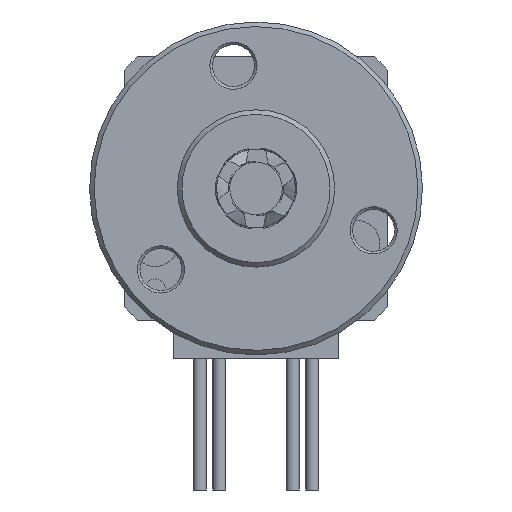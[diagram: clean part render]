
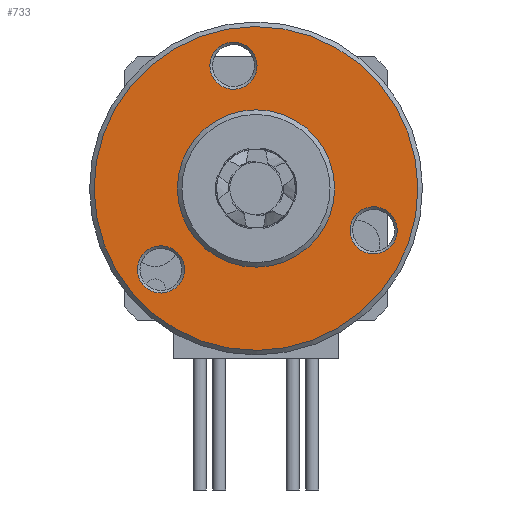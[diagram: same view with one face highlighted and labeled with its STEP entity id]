
A CAD part, front view. The second image highlights one B-rep face of the part: STEP entity #733.
In plain terms, the highlighted planar face has unit normal (0, -1, 0).
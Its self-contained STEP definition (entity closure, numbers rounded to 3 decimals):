
#733 = ADVANCED_FACE( '', ( #1528, #1529, #1530, #1531, #1532 ), #1533, .T. );
#1528 = FACE_BOUND( '', #8745, .T. );
#1529 = FACE_BOUND( '', #8746, .T. );
#1530 = FACE_BOUND( '', #8747, .T. );
#1531 = FACE_OUTER_BOUND( '', #8748, .T. );
#1532 = FACE_BOUND( '', #8749, .T. );
#1533 = PLANE( '', #8750 );
#8745 = EDGE_LOOP( '', ( #15321 ) );
#8746 = EDGE_LOOP( '', ( #15322 ) );
#8747 = EDGE_LOOP( '', ( #15323 ) );
#8748 = EDGE_LOOP( '', ( #15324 ) );
#8749 = EDGE_LOOP( '', ( #15325 ) );
#8750 = AXIS2_PLACEMENT_3D( '', #15326, #15327, #15328 );
#15321 = ORIENTED_EDGE( '', *, *, #16923, .T. );
#15322 = ORIENTED_EDGE( '', *, *, #16924, .T. );
#15323 = ORIENTED_EDGE( '', *, *, #16691, .T. );
#15324 = ORIENTED_EDGE( '', *, *, #16612, .T. );
#15325 = ORIENTED_EDGE( '', *, *, #16762, .F. );
#15326 = CARTESIAN_POINT( '', ( 0., -3.8, 0. ) );
#15327 = DIRECTION( '', ( 0., -1., 0. ) );
#15328 = DIRECTION( '', ( 0., 0., -1. ) );
#16612 = EDGE_CURVE( '', #17633, #17633, #17634, .T. );
#16691 = EDGE_CURVE( '', #17761, #17761, #17762, .F. );
#16762 = EDGE_CURVE( '', #17879, #17879, #17880, .T. );
#16923 = EDGE_CURVE( '', #18119, #18119, #18120, .F. );
#16924 = EDGE_CURVE( '', #18121, #18121, #18122, .F. );
#17633 = VERTEX_POINT( '', #19954 );
#17634 = CIRCLE( '', #19955, 12.35 );
#17761 = VERTEX_POINT( '', #20489 );
#17762 = CIRCLE( '', #20490, 1.8 );
#17879 = VERTEX_POINT( '', #21368 );
#17880 = CIRCLE( '', #21369, 6. );
#18119 = VERTEX_POINT( '', #22528 );
#18120 = CIRCLE( '', #22529, 1.8 );
#18121 = VERTEX_POINT( '', #22530 );
#18122 = CIRCLE( '', #22531, 1.8 );
#19954 = CARTESIAN_POINT( '', ( 0., -3.8, -12.35 ) );
#19955 = AXIS2_PLACEMENT_3D( '', #24670, #24671, #24672 );
#20489 = CARTESIAN_POINT( '', ( 0., -3.8, 7.725 ) );
#20490 = AXIS2_PLACEMENT_3D( '', #24770, #24771, #24772 );
#21368 = CARTESIAN_POINT( '', ( 0., -3.8, -6. ) );
#21369 = AXIS2_PLACEMENT_3D( '', #24850, #24851, #24852 );
#22528 = CARTESIAN_POINT( '', ( -8.249, -3.8, -6.563 ) );
#22529 = AXIS2_PLACEMENT_3D( '', #25073, #25074, #25075 );
#22530 = CARTESIAN_POINT( '', ( 8.249, -3.8, -6.563 ) );
#22531 = AXIS2_PLACEMENT_3D( '', #25076, #25077, #25078 );
#24670 = CARTESIAN_POINT( '', ( 0., -3.8, 0. ) );
#24671 = DIRECTION( '', ( 0., -1., 0. ) );
#24672 = DIRECTION( '', ( 0., 0., -1. ) );
#24770 = CARTESIAN_POINT( '', ( 0., -3.8, 9.525 ) );
#24771 = DIRECTION( '', ( 0., -1., 0. ) );
#24772 = DIRECTION( '', ( 0., 0., -1. ) );
#24850 = CARTESIAN_POINT( '', ( 0., -3.8, 0. ) );
#24851 = DIRECTION( '', ( 0., -1., 0. ) );
#24852 = DIRECTION( '', ( 0., 0., -1. ) );
#25073 = CARTESIAN_POINT( '', ( -8.249, -3.8, -4.763 ) );
#25074 = DIRECTION( '', ( 0., -1., 0. ) );
#25075 = DIRECTION( '', ( 0., 0., -1. ) );
#25076 = CARTESIAN_POINT( '', ( 8.249, -3.8, -4.763 ) );
#25077 = DIRECTION( '', ( 0., -1., 0. ) );
#25078 = DIRECTION( '', ( 0., 0., -1. ) );
